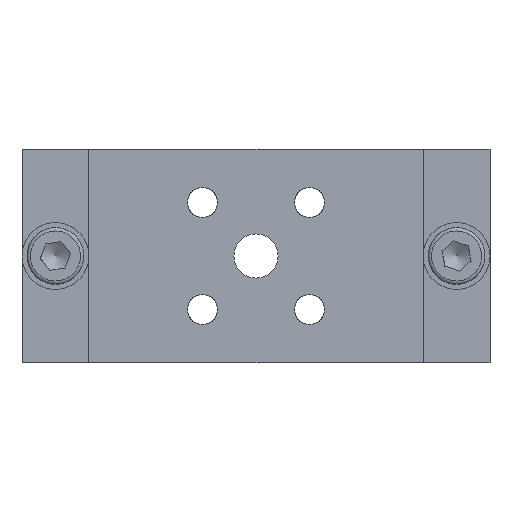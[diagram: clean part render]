
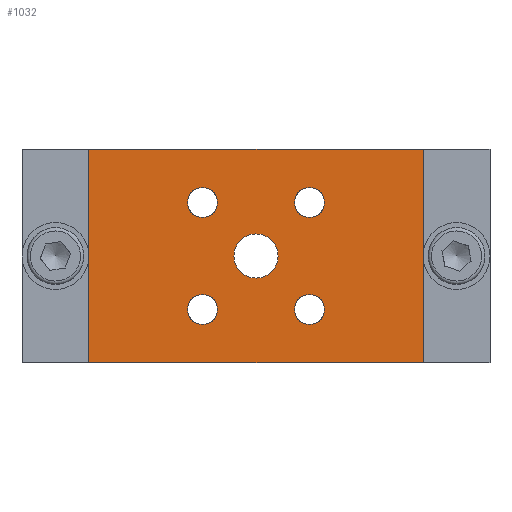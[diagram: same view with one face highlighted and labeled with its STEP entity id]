
A CAD part, front view. The second image highlights one B-rep face of the part: STEP entity #1032.
In plain terms, the highlighted planar face has unit normal (0, -1, 0).
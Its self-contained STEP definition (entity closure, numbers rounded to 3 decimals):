
#96=LINE('',#1981,#164);
#109=LINE('',#2008,#177);
#110=LINE('',#2011,#178);
#111=LINE('',#2012,#179);
#164=VECTOR('',#1352,10.);
#177=VECTOR('',#1379,10.);
#178=VECTOR('',#1382,10.);
#179=VECTOR('',#1383,10.);
#226=PLANE('',#1156);
#282=FACE_BOUND('',#438,.T.);
#283=FACE_BOUND('',#439,.T.);
#284=FACE_BOUND('',#440,.T.);
#285=FACE_BOUND('',#441,.T.);
#286=FACE_BOUND('',#442,.T.);
#336=FACE_OUTER_BOUND('',#437,.T.);
#437=EDGE_LOOP('',(#883,#884,#885,#886));
#438=EDGE_LOOP('',(#887));
#439=EDGE_LOOP('',(#888));
#440=EDGE_LOOP('',(#889));
#441=EDGE_LOOP('',(#890));
#442=EDGE_LOOP('',(#891));
#491=CIRCLE('',#1128,3.3);
#494=CIRCLE('',#1134,2.25);
#495=CIRCLE('',#1136,2.25);
#496=CIRCLE('',#1138,2.25);
#501=CIRCLE('',#1146,2.25);
#551=VERTEX_POINT('',#1757);
#556=VERTEX_POINT('',#1836);
#558=VERTEX_POINT('',#1874);
#560=VERTEX_POINT('',#1912);
#566=VERTEX_POINT('',#1960);
#575=VERTEX_POINT('',#1978);
#576=VERTEX_POINT('',#1980);
#583=VERTEX_POINT('',#2006);
#584=VERTEX_POINT('',#2010);
#656=EDGE_CURVE('',#551,#551,#491,.T.);
#661=EDGE_CURVE('',#556,#556,#494,.T.);
#663=EDGE_CURVE('',#558,#558,#495,.T.);
#665=EDGE_CURVE('',#560,#560,#496,.T.);
#671=EDGE_CURVE('',#566,#566,#501,.T.);
#680=EDGE_CURVE('',#576,#575,#96,.T.);
#694=EDGE_CURVE('',#575,#583,#109,.T.);
#695=EDGE_CURVE('',#583,#584,#110,.T.);
#696=EDGE_CURVE('',#576,#584,#111,.T.);
#883=ORIENTED_EDGE('',*,*,#695,.T.);
#884=ORIENTED_EDGE('',*,*,#696,.F.);
#885=ORIENTED_EDGE('',*,*,#680,.T.);
#886=ORIENTED_EDGE('',*,*,#694,.T.);
#887=ORIENTED_EDGE('',*,*,#656,.T.);
#888=ORIENTED_EDGE('',*,*,#661,.T.);
#889=ORIENTED_EDGE('',*,*,#663,.T.);
#890=ORIENTED_EDGE('',*,*,#665,.T.);
#891=ORIENTED_EDGE('',*,*,#671,.T.);
#1032=ADVANCED_FACE('',(#336,#282,#283,#284,#285,#286),#226,.T.);
#1128=AXIS2_PLACEMENT_3D('',#1758,#1303,#1304);
#1134=AXIS2_PLACEMENT_3D('',#1837,#1315,#1316);
#1136=AXIS2_PLACEMENT_3D('',#1875,#1319,#1320);
#1138=AXIS2_PLACEMENT_3D('',#1913,#1323,#1324);
#1146=AXIS2_PLACEMENT_3D('',#1961,#1339,#1340);
#1156=AXIS2_PLACEMENT_3D('',#2009,#1380,#1381);
#1303=DIRECTION('center_axis',(0.,1.,0.));
#1304=DIRECTION('ref_axis',(1.,0.,0.));
#1315=DIRECTION('center_axis',(0.,1.,0.));
#1316=DIRECTION('ref_axis',(1.,0.,0.));
#1319=DIRECTION('center_axis',(0.,1.,0.));
#1320=DIRECTION('ref_axis',(1.,0.,0.));
#1323=DIRECTION('center_axis',(0.,1.,0.));
#1324=DIRECTION('ref_axis',(1.,0.,0.));
#1339=DIRECTION('center_axis',(0.,1.,0.));
#1340=DIRECTION('ref_axis',(1.,0.,0.));
#1352=DIRECTION('',(1.,0.,0.));
#1379=DIRECTION('',(0.,0.,1.));
#1380=DIRECTION('center_axis',(0.,-1.,0.));
#1381=DIRECTION('ref_axis',(0.,0.,-1.));
#1382=DIRECTION('',(-1.,0.,0.));
#1383=DIRECTION('',(0.,0.,1.));
#1757=CARTESIAN_POINT('',(-3.3,-41.,0.));
#1758=CARTESIAN_POINT('Origin',(0.,-41.,0.));
#1836=CARTESIAN_POINT('',(-10.25,-41.,-8.));
#1837=CARTESIAN_POINT('Origin',(-8.,-41.,-8.));
#1874=CARTESIAN_POINT('',(5.75,-41.,8.));
#1875=CARTESIAN_POINT('Origin',(8.,-41.,8.));
#1912=CARTESIAN_POINT('',(-10.25,-41.,8.));
#1913=CARTESIAN_POINT('Origin',(-8.,-41.,8.));
#1960=CARTESIAN_POINT('',(5.75,-41.,-8.));
#1961=CARTESIAN_POINT('Origin',(8.,-41.,-8.));
#1978=CARTESIAN_POINT('',(25.,-41.,-16.));
#1980=CARTESIAN_POINT('',(-25.,-41.,-16.));
#1981=CARTESIAN_POINT('',(-25.,-41.,-16.));
#2006=CARTESIAN_POINT('',(25.,-41.,16.));
#2008=CARTESIAN_POINT('',(25.,-41.,0.));
#2009=CARTESIAN_POINT('Origin',(25.,-41.,0.));
#2010=CARTESIAN_POINT('',(-25.,-41.,16.));
#2011=CARTESIAN_POINT('',(-25.,-41.,16.));
#2012=CARTESIAN_POINT('',(-25.,-41.,0.));
